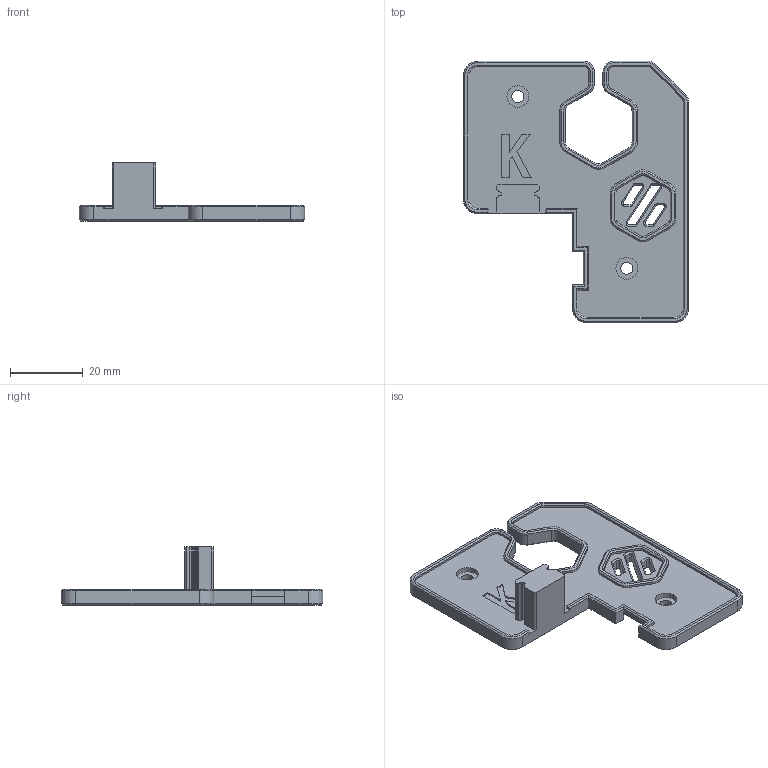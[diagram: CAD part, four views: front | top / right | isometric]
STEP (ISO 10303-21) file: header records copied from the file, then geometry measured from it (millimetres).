
FILE_DESCRIPTION (( 'STEP AP214' ), '1' );
FILE_NAME ('3030Z々湍蚾庉裔熬10mm.STEP', '2026-01-28T13:33:24', ( '666' ), ( '' ), 'SwSTEP 2.0', 'SolidWorks 2025', '' );
FILE_SCHEMA (( 'AUTOMOTIVE_DESIGN' ));
Length unit declared in the file: millimetre
Products named in the file (1): 3030Z皮带装饰盖减10mm
Bounding box: 62 x 72 x 16 mm (x, y, z)
Volume: 11403.7 mm3; surface area: 8738.7 mm2
Topology: 1 solids, 1 shells, 405 faces, 997 edges, 598 vertices
Faces by surface type: plane 239, cone 85, cylinder 81
Full cylindrical faces by diameter (mm): 3.3 x2, 6 x2
Entity records: 11688 total; most frequent: CARTESIAN_POINT 2037, DIRECTION 2034, ORIENTED_EDGE 1978, EDGE_CURVE 989, LINE 728, VECTOR 728, AXIS2_PLACEMENT_3D 653, VERTEX_POINT 596
